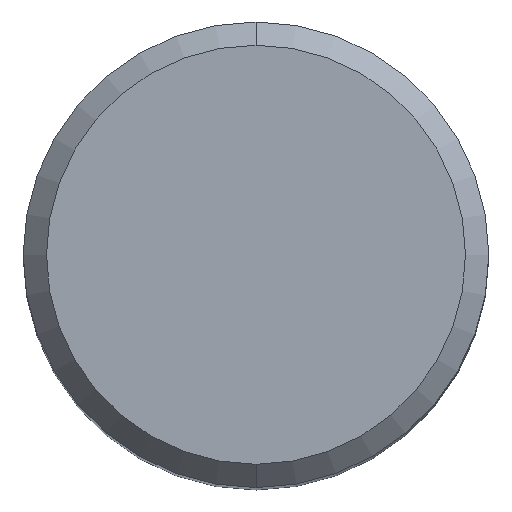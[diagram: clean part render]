
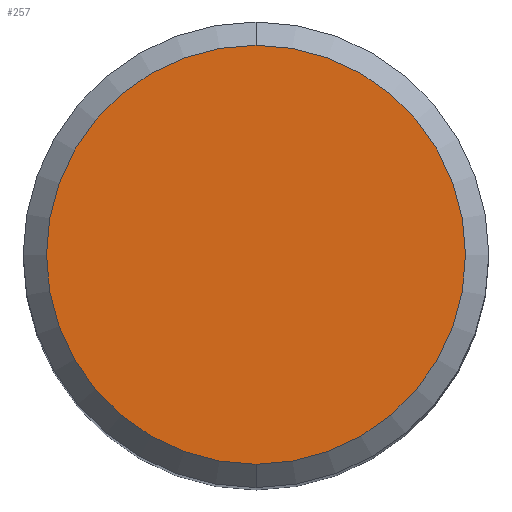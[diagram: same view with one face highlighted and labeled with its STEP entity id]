
A CAD part, top view. The second image highlights one B-rep face of the part: STEP entity #257.
In plain terms, the highlighted planar face has unit normal (0, 0, 1).
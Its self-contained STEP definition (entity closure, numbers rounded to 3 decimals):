
#193=EDGE_CURVE('',#421,#301,#502,.T.);
#257=ADVANCED_FACE('',(#573),#574,.T.);
#301=VERTEX_POINT('',#623);
#421=VERTEX_POINT('',#755);
#435=EDGE_CURVE('',#301,#421,#771,.T.);
#502=CIRCLE('',#865,7.2);
#573=FACE_OUTER_BOUND('',#969,.T.);
#574=PLANE('',#970);
#623=CARTESIAN_POINT('',(0.,-7.2,0.));
#755=CARTESIAN_POINT('',(0.0,7.2,0.));
#771=CIRCLE('',#1447,7.2);
#865=AXIS2_PLACEMENT_3D('',#1528,#1529,#1530);
#969=EDGE_LOOP('',(#1608,#1609));
#970=AXIS2_PLACEMENT_3D('',#1610,#1611,#1612);
#1447=AXIS2_PLACEMENT_3D('',#1835,#1836,#1837);
#1528=CARTESIAN_POINT('',(0.0,0.0,0.));
#1529=DIRECTION('',(0.0,0.0,-1.0));
#1530=DIRECTION('',(0.0,1.0,0.0));
#1608=ORIENTED_EDGE('',*,*,#193,.F.);
#1609=ORIENTED_EDGE('',*,*,#435,.F.);
#1610=CARTESIAN_POINT('',(0.0,3.6,0.));
#1611=DIRECTION('',(-0.0,0.0,1.0));
#1612=DIRECTION('',(0.0,-1.0,0.0));
#1835=CARTESIAN_POINT('',(0.0,0.0,0.));
#1836=DIRECTION('',(0.0,0.0,-1.0));
#1837=DIRECTION('',(0.0,1.0,0.0));
